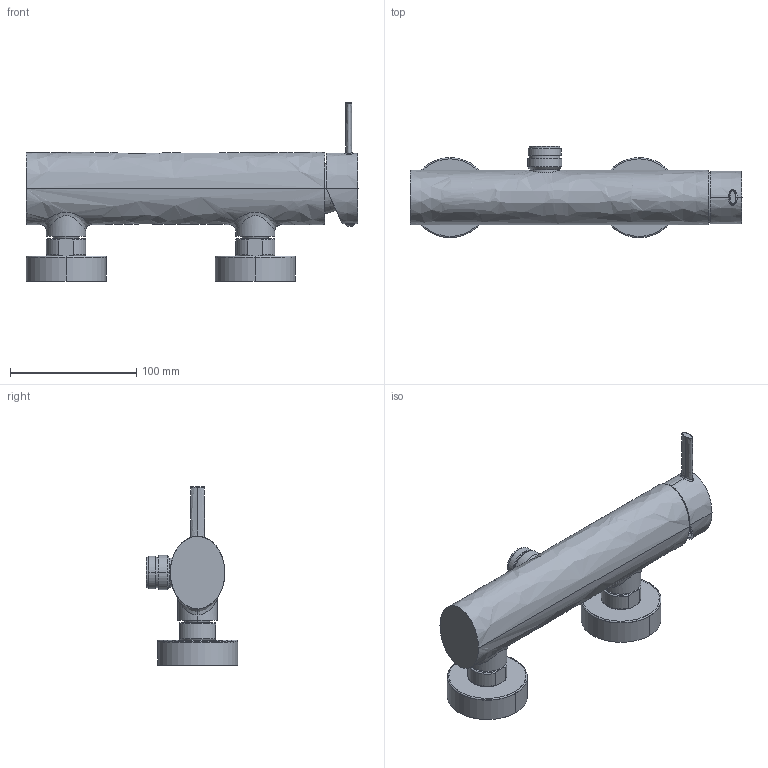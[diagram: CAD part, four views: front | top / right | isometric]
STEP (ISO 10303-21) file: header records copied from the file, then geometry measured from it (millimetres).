
FILE_DESCRIPTION((''),'2;1');
FILE_NAME('BR168RCR','2021-11-08T10:32:28',('ut3'),('PAFFONI SpA'),'CREO PARAMETRIC BY PTC INC, 2020044','CREO PARAMETRIC BY PTC INC, 2020044','');
FILE_SCHEMA(('CONFIG_CONTROL_DESIGN','SHAPE_APPEARANCE_LAYERS_GROUPS'));
Products named in the file (1): BR168RCR
Bounding box: 263.25 x 72.35 x 141.5 mm (x, y, z)
Volume: 274617.7 mm3; surface area: 161399 mm2
Topology: 1 solids, 1 shells, 1365 faces, 3536 edges, 2223 vertices
Faces by surface type: plane 712, cylinder 340, torus 115, cone 85, bspline 78, sphere 21, extrusion 14
Entity records: 65053 total; most frequent: CARTESIAN_POINT 22708, ORIENTED_EDGE 7044, DIRECTION 6544, EDGE_CURVE 3522, AXIS2_PLACEMENT_3D 2350, VERTEX_POINT 2223, VECTOR 1844, LINE 1830
